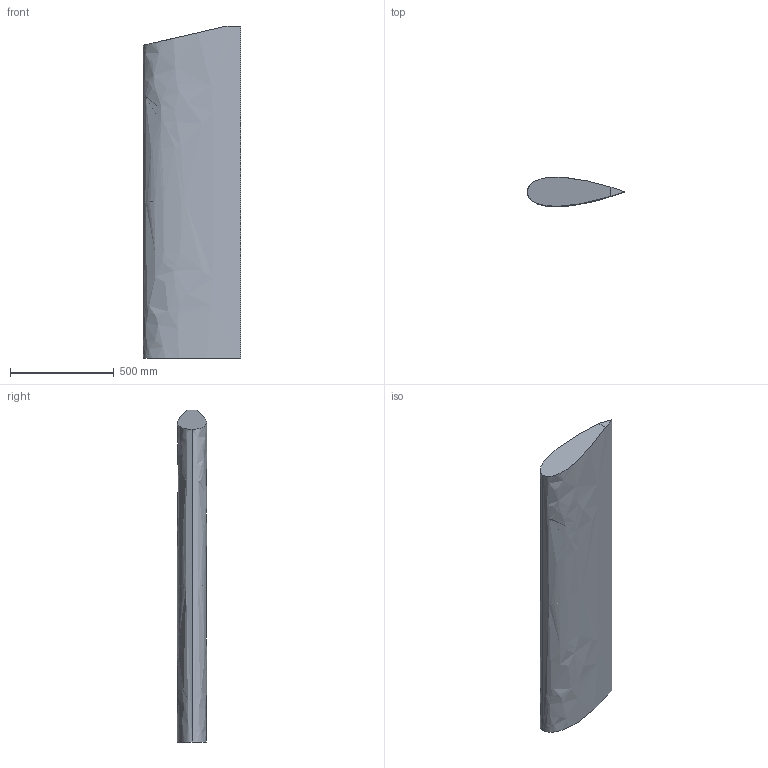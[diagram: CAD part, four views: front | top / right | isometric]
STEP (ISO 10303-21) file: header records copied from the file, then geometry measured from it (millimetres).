
FILE_DESCRIPTION(/* description */ ('CAx-IF Rec.Pracs.---Representation and Presentation of Product Manufacturing Information (PMI)---4.0---2014-10-13','CAx-IF Rec.Pracs.---3D Tessellated Geometry---0.4---2014-09-14','2;1'),/* implementation_level */ '2;1');
FILE_NAME(/* name */ 'Back_rotor_support',/* time_stamp */ '2022-07-01T19:56:34+01:00',/* author */ (''),/* organization */ (''),/* preprocessor_version */ 'ST-DEVELOPER v18.101',/* originating_system */ 'SIEMENS PLM Software NX 2015',/* authorisation */ $);
FILE_SCHEMA (('AP242_MANAGED_MODEL_BASED_3D_ENGINEERING_MIM_LF { 1 0 10303 442 3 1 4 }'));
Length unit declared in the file: millimetre
Products named in the file (1): Back_rotor_support
Bounding box: 470 x 141 x 1600 mm (x, y, z)
Volume: 69997802.5 mm3; surface area: 1681689.8 mm2
Topology: 1 solids, 1 shells, 5 faces, 9 edges, 6 vertices
Faces by surface type: plane 3, bspline 2
Entity records: 543 total; most frequent: CARTESIAN_POINT 329, DIRECTION 43, AXIS2_PLACEMENT_3D 20, ORIENTED_EDGE 18, DRAUGHTING_MODEL 9, REPRESENTATION_MAP 9, MAPPED_ITEM 9, EDGE_CURVE 9
